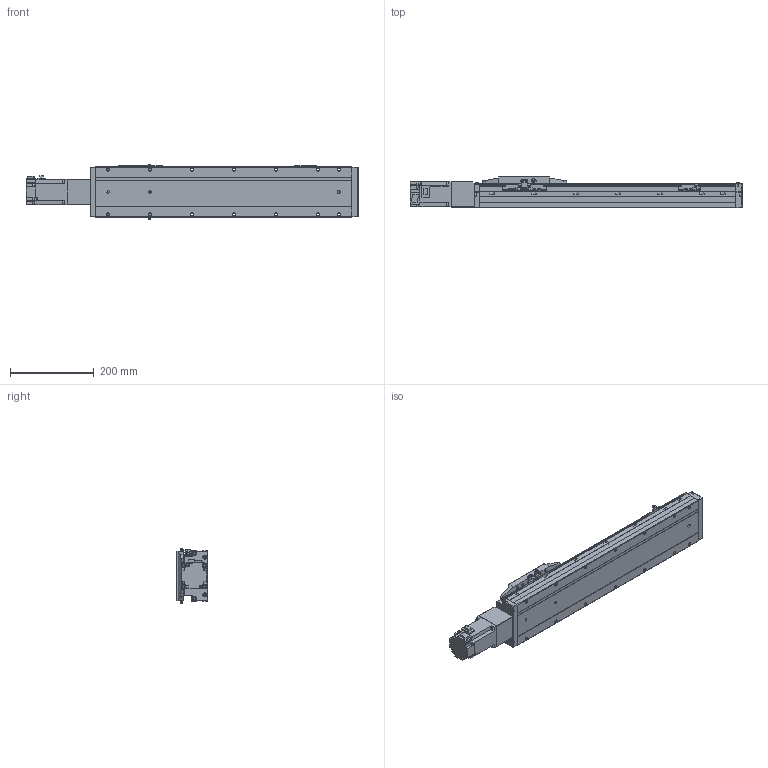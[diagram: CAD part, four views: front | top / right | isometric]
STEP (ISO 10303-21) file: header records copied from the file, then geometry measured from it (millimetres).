
FILE_DESCRIPTION (( 'STEP AP214' ), '1' );
FILE_NAME ('MTU120BC-16XLD-0400-XXXX.STEP', '2025-02-27T13:30:55', ( '' ), ( '' ), 'SwSTEP 2.0', 'SolidWorks 2022', '' );
FILE_SCHEMA (( 'AUTOMOTIVE_DESIGN' ));
Length unit declared in the file: millimetre
Products named in the file (11): MTU120-400-4; FANG STICKER; MTU120-400-2; MTU120-400MOTOR; MTU120-400CARRIAGE; MTU120-400SENSOR; MTU120-400FANGTOOTH; MTU120-400-3; MTU120-400-1; MTU120BC-16XLD-0400-XXXX; MTU120-400SENSORPLATE
Assembly tree (14 placements, depth 2):
  MTU120BC-16XLD-0400-XXXX
    MTU120-400-1
    MTU120-400-2
    MTU120-400-3
    MTU120-400MOTOR
    MTU120-400CARRIAGE
    MTU120-400-4
    MTU120-400SENSORPLATE  x3
    MTU120-400SENSOR  x3
    MTU120-400FANGTOOTH
    FANG STICKER
Bounding box: 792.3 x 76 x 133.6 mm (x, y, z)
Volume: 4786677.7 mm3; surface area: 425737.9 mm2
Topology: 14 solids, 15 shells, 1679 faces, 4342 edges, 2823 vertices
Faces by surface type: plane 1071, cylinder 456, cone 98, torus 50, sphere 4
Entity records: 43537 total; most frequent: CARTESIAN_POINT 7901, DIRECTION 7358, ORIENTED_EDGE 7232, EDGE_CURVE 3616, LINE 2678, VECTOR 2678, VERTEX_POINT 2351, AXIS2_PLACEMENT_3D 2340
